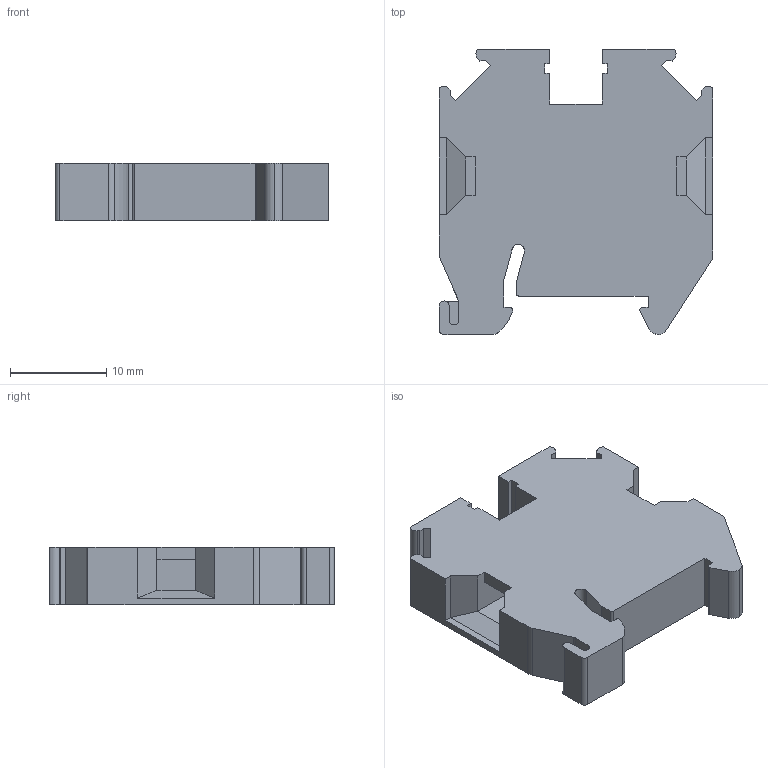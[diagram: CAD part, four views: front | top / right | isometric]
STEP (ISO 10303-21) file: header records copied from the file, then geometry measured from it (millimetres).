
FILE_DESCRIPTION(/* description */ ('Unknown'),/* implementation_level */ '2;1');
FILE_NAME(/* name */ 'SUT4_GY_3D',/* time_stamp */ '2020-05-15T10:47:11+05:00',/* author */ ('Unknown'),/* organization */ ('Unknown'),/* preprocessor_version */ 'ST-DEVELOPER v16.7',/* originating_system */ 'DEX',/* authorisation */ $);
FILE_SCHEMA (('AUTOMOTIVE_DESIGN {1 0 10303 214 3 1 1}'));
Length unit declared in the file: millimetre
Products named in the file (1): Part10
Bounding box: 28.5 x 29.7 x 6 mm (x, y, z)
Volume: 3691.2 mm3; surface area: 2575.6 mm2
Topology: 1 solids, 1 shells, 96 faces, 265 edges, 174 vertices
Faces by surface type: plane 75, cylinder 21
Full cylindrical faces by diameter (mm): 2.113 x1, 4.1 x1, 4.2 x1
Entity records: 3710 total; most frequent: CARTESIAN_POINT 533, ORIENTED_EDGE 524, DIRECTION 500, EDGE_CURVE 262, LINE 218, VECTOR 218, VERTEX_POINT 174, AXIS2_PLACEMENT_3D 141
